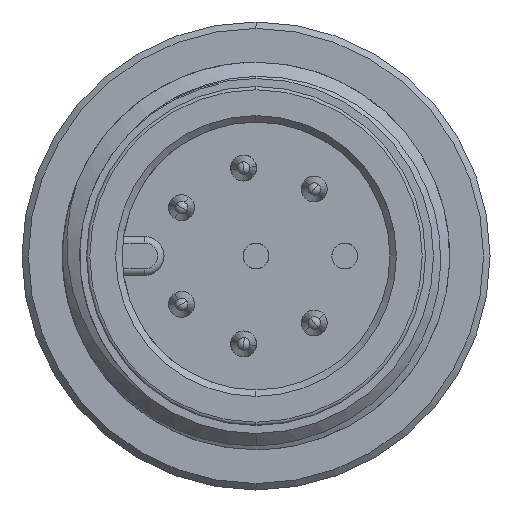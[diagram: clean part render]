
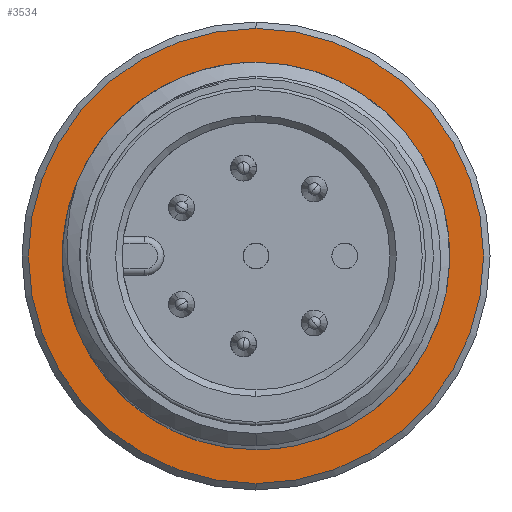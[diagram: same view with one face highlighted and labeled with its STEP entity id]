
A CAD part, left-side view. The second image highlights one B-rep face of the part: STEP entity #3534.
In plain terms, the highlighted planar face has unit normal (-1, 0, 0).
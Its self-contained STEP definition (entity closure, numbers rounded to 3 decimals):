
#79 = EDGE_LOOP ( 'NONE', ( #3143, #3042 ) ) ;
#511 = CIRCLE ( 'NONE', #4162, 7.05 ) ;
#656 = VERTEX_POINT ( 'NONE', #4489 ) ;
#876 = AXIS2_PLACEMENT_3D ( 'NONE', #1767, #4314, #4816 ) ;
#951 = CARTESIAN_POINT ( 'NONE',  ( 7., 0., -6. ) ) ;
#954 = AXIS2_PLACEMENT_3D ( 'NONE', #1933, #6445, #4453 ) ;
#1066 = DIRECTION ( 'NONE',  ( 0., 0., -1. ) ) ;
#1120 = EDGE_CURVE ( 'NONE', #1721, #4610, #3249, .T. ) ;
#1300 = CARTESIAN_POINT ( 'NONE',  ( 7., 0., 7.05 ) ) ;
#1676 = DIRECTION ( 'NONE',  ( 0., 0., -1. ) ) ;
#1702 = CIRCLE ( 'NONE', #2527, 6. ) ;
#1721 = VERTEX_POINT ( 'NONE', #5269 ) ;
#1767 = CARTESIAN_POINT ( 'NONE',  ( 7., 0., 0. ) ) ;
#1856 = EDGE_CURVE ( 'NONE', #2830, #656, #1702, .T. ) ;
#1933 = CARTESIAN_POINT ( 'NONE',  ( 7., 6., 0. ) ) ;
#1963 = FACE_BOUND ( 'NONE', #6465, .T. ) ;
#2089 = CARTESIAN_POINT ( 'NONE',  ( 7., 0., 0. ) ) ;
#2362 = FACE_OUTER_BOUND ( 'NONE', #79, .T. ) ;
#2527 = AXIS2_PLACEMENT_3D ( 'NONE', #2694, #4704, #4436 ) ;
#2694 = CARTESIAN_POINT ( 'NONE',  ( 7., 0., 0. ) ) ;
#2768 = EDGE_CURVE ( 'NONE', #656, #2830, #3995, .T. ) ;
#2830 = VERTEX_POINT ( 'NONE', #951 ) ;
#3042 = ORIENTED_EDGE ( 'NONE', *, *, #4465, .T. ) ;
#3143 = ORIENTED_EDGE ( 'NONE', *, *, #1120, .T. ) ;
#3249 = CIRCLE ( 'NONE', #5885, 7.05 ) ;
#3534 = ADVANCED_FACE ( 'NONE', ( #2362, #1963 ), #5379, .F. ) ;
#3995 = CIRCLE ( 'NONE', #876, 6. ) ;
#4042 = ORIENTED_EDGE ( 'NONE', *, *, #2768, .F. ) ;
#4084 = DIRECTION ( 'NONE',  ( -1., 0., 0. ) ) ;
#4162 = AXIS2_PLACEMENT_3D ( 'NONE', #5544, #5055, #1066 ) ;
#4314 = DIRECTION ( 'NONE',  ( -1., 0., 0. ) ) ;
#4436 = DIRECTION ( 'NONE',  ( 0., 0., 1. ) ) ;
#4453 = DIRECTION ( 'NONE',  ( 0., 0., -1. ) ) ;
#4465 = EDGE_CURVE ( 'NONE', #4610, #1721, #511, .T. ) ;
#4489 = CARTESIAN_POINT ( 'NONE',  ( 7., 0., 6. ) ) ;
#4610 = VERTEX_POINT ( 'NONE', #1300 ) ;
#4704 = DIRECTION ( 'NONE',  ( -1., 0., 0. ) ) ;
#4816 = DIRECTION ( 'NONE',  ( 0., 0., 1. ) ) ;
#5055 = DIRECTION ( 'NONE',  ( -1., 0., 0. ) ) ;
#5269 = CARTESIAN_POINT ( 'NONE',  ( 7., 0., -7.05 ) ) ;
#5379 = PLANE ( 'NONE',  #954 ) ;
#5544 = CARTESIAN_POINT ( 'NONE',  ( 7., 0., 0. ) ) ;
#5614 = ORIENTED_EDGE ( 'NONE', *, *, #1856, .F. ) ;
#5885 = AXIS2_PLACEMENT_3D ( 'NONE', #2089, #4084, #1676 ) ;
#6445 = DIRECTION ( 'NONE',  ( 1., 0., 0. ) ) ;
#6465 = EDGE_LOOP ( 'NONE', ( #4042, #5614 ) ) ;
